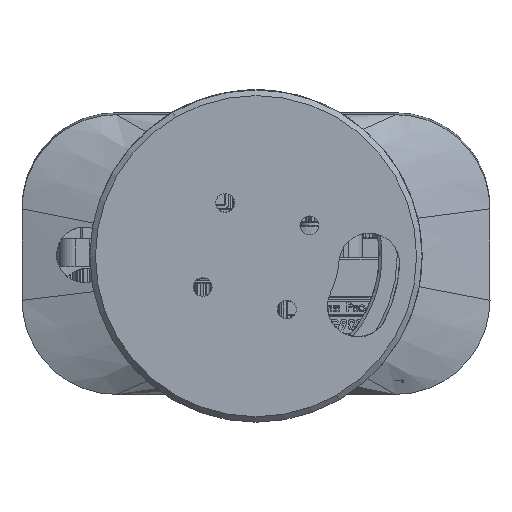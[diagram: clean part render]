
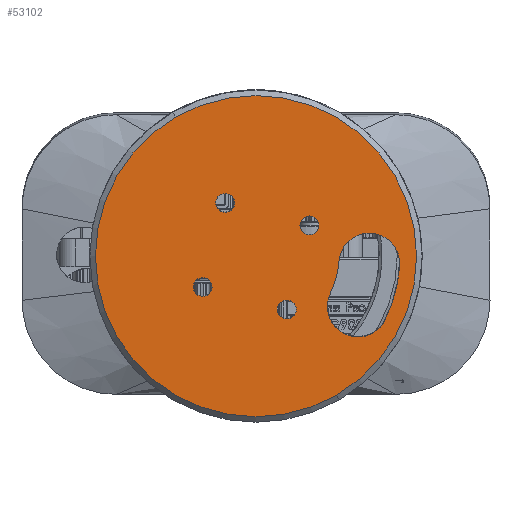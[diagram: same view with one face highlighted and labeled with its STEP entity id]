
A CAD part, top view. The second image highlights one B-rep face of the part: STEP entity #53102.
In plain terms, the highlighted face is planar.
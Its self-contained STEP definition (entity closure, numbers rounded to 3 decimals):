
#52087=CARTESIAN_POINT('',(0.,0.,0.));
#52088=DIRECTION('',(0.,0.,-1.));
#52089=DIRECTION('',(1.,0.,0.));
#52090=AXIS2_PLACEMENT_3D('',#52087,#52088,#52089);
#52092=CARTESIAN_POINT('',(0.,0.,0.));
#52093=DIRECTION('',(0.,0.,-1.));
#52094=DIRECTION('',(-1.,0.,0.));
#52095=AXIS2_PLACEMENT_3D('',#52092,#52093,#52094);
#52097=CARTESIAN_POINT('',(0.,-11.125,0.));
#52098=DIRECTION('',(0.,0.,1.));
#52099=DIRECTION('',(-1.,0.,0.));
#52100=AXIS2_PLACEMENT_3D('',#52097,#52098,#52099);
#52102=CARTESIAN_POINT('',(0.,-11.125,0.));
#52103=DIRECTION('',(0.,0.,1.));
#52104=DIRECTION('',(1.,0.,0.));
#52105=AXIS2_PLACEMENT_3D('',#52102,#52103,#52104);
#52107=CARTESIAN_POINT('',(11.125,0.,0.));
#52108=DIRECTION('',(0.,0.,1.));
#52109=DIRECTION('',(-1.,0.,0.));
#52110=AXIS2_PLACEMENT_3D('',#52107,#52108,#52109);
#52112=CARTESIAN_POINT('',(11.125,0.,0.));
#52113=DIRECTION('',(0.,0.,1.));
#52114=DIRECTION('',(1.,0.,0.));
#52115=AXIS2_PLACEMENT_3D('',#52112,#52113,#52114);
#52117=CARTESIAN_POINT('',(0.,11.125,0.));
#52118=DIRECTION('',(0.,0.,1.));
#52119=DIRECTION('',(-1.,0.,0.));
#52120=AXIS2_PLACEMENT_3D('',#52117,#52118,#52119);
#52122=CARTESIAN_POINT('',(0.,11.125,0.));
#52123=DIRECTION('',(0.,0.,1.));
#52124=DIRECTION('',(1.,0.,0.));
#52125=AXIS2_PLACEMENT_3D('',#52122,#52123,#52124);
#52127=CARTESIAN_POINT('',(-11.125,0.,0.));
#52128=DIRECTION('',(0.,0.,1.));
#52129=DIRECTION('',(-1.,0.,0.));
#52130=AXIS2_PLACEMENT_3D('',#52127,#52128,#52129);
#52132=CARTESIAN_POINT('',(-11.125,0.,0.));
#52133=DIRECTION('',(0.,0.,1.));
#52134=DIRECTION('',(1.,0.,0.));
#52135=AXIS2_PLACEMENT_3D('',#52132,#52133,#52134);
#52137=CARTESIAN_POINT('',(0.,0.,0.));
#52138=DIRECTION('',(0.,0.,-1.));
#52139=DIRECTION('',(-0.831,0.556,0.));
#52140=AXIS2_PLACEMENT_3D('',#52137,#52138,#52139);
#52142=CARTESIAN_POINT('',(-17.045,11.389,0.));
#52143=DIRECTION('',(0.,0.,1.));
#52144=DIRECTION('',(-0.831,0.556,0.));
#52145=AXIS2_PLACEMENT_3D('',#52142,#52143,#52144);
#52147=CARTESIAN_POINT('',(0.,0.,0.));
#52148=DIRECTION('',(0.,0.,1.));
#52149=DIRECTION('',(-0.556,0.831,0.));
#52150=AXIS2_PLACEMENT_3D('',#52147,#52148,#52149);
#52152=CARTESIAN_POINT('',(-11.389,17.045,0.));
#52153=DIRECTION('',(0.,0.,1.));
#52154=DIRECTION('',(0.556,-0.831,0.));
#52155=AXIS2_PLACEMENT_3D('',#52152,#52153,#52154);
#52719=CARTESIAN_POINT('',(-12.472,8.333,0.));
#52720=CARTESIAN_POINT('',(-8.333,12.472,0.));
#52721=VERTEX_POINT('',#52719);
#52722=VERTEX_POINT('',#52720);
#52723=CARTESIAN_POINT('',(-14.444,21.619,0.));
#52724=VERTEX_POINT('',#52723);
#52725=CARTESIAN_POINT('',(-21.619,14.444,0.));
#52726=VERTEX_POINT('',#52725);
#52776=CARTESIAN_POINT('',(29.,0.,0.));
#52778=VERTEX_POINT('',#52776);
#52780=CARTESIAN_POINT('',(-29.,0.,0.));
#52781=VERTEX_POINT('',#52780);
#52821=CARTESIAN_POINT('',(-9.425,0.,0.));
#52822=VERTEX_POINT('',#52821);
#52823=CARTESIAN_POINT('',(-12.825,0.,0.));
#52824=VERTEX_POINT('',#52823);
#52833=CARTESIAN_POINT('',(1.7,11.125,0.));
#52834=VERTEX_POINT('',#52833);
#52835=CARTESIAN_POINT('',(-1.7,11.125,0.));
#52836=VERTEX_POINT('',#52835);
#52845=CARTESIAN_POINT('',(12.825,0.,0.));
#52846=VERTEX_POINT('',#52845);
#52847=CARTESIAN_POINT('',(9.425,0.,0.));
#52848=VERTEX_POINT('',#52847);
#52857=CARTESIAN_POINT('',(1.7,-11.125,0.));
#52858=VERTEX_POINT('',#52857);
#52859=CARTESIAN_POINT('',(-1.7,-11.125,0.));
#52860=VERTEX_POINT('',#52859);
#53059=CARTESIAN_POINT('',(0.,0.,0.));
#53060=DIRECTION('',(0.,0.,1.));
#53061=DIRECTION('',(1.,0.,0.));
#53062=AXIS2_PLACEMENT_3D('',#53059,#53060,#53061);
#53063=PLANE('',#53062);
#53064=ORIENTED_EDGE('',*,*,#52870,.F.);
#53066=ORIENTED_EDGE('',*,*,#53065,.F.);
#53067=EDGE_LOOP('',(#53064,#53066));
#53068=FACE_OUTER_BOUND('',#53067,.F.);
#53070=ORIENTED_EDGE('',*,*,#53069,.F.);
#53072=ORIENTED_EDGE('',*,*,#53071,.F.);
#53073=EDGE_LOOP('',(#53070,#53072));
#53074=FACE_BOUND('',#53073,.F.);
#53076=ORIENTED_EDGE('',*,*,#53075,.F.);
#53078=ORIENTED_EDGE('',*,*,#53077,.F.);
#53079=EDGE_LOOP('',(#53076,#53078));
#53080=FACE_BOUND('',#53079,.F.);
#53082=ORIENTED_EDGE('',*,*,#53081,.F.);
#53084=ORIENTED_EDGE('',*,*,#53083,.F.);
#53085=EDGE_LOOP('',(#53082,#53084));
#53086=FACE_BOUND('',#53085,.F.);
#53088=ORIENTED_EDGE('',*,*,#53087,.F.);
#53090=ORIENTED_EDGE('',*,*,#53089,.F.);
#53091=EDGE_LOOP('',(#53088,#53090));
#53092=FACE_BOUND('',#53091,.F.);
#53094=ORIENTED_EDGE('',*,*,#53093,.F.);
#53095=ORIENTED_EDGE('',*,*,#53049,.F.);
#53097=ORIENTED_EDGE('',*,*,#53096,.F.);
#53099=ORIENTED_EDGE('',*,*,#53098,.F.);
#53100=EDGE_LOOP('',(#53094,#53095,#53097,#53099));
#53101=FACE_BOUND('',#53100,.F.);
#53102=ADVANCED_FACE('',(#53068,#53074,#53080,#53086,#53092,#53101),#53063,.F.);
#52091=CIRCLE('',#52090,29.);
#52096=CIRCLE('',#52095,29.);
#52101=CIRCLE('',#52100,1.7);
#52106=CIRCLE('',#52105,1.7);
#52111=CIRCLE('',#52110,1.7);
#52116=CIRCLE('',#52115,1.7);
#52121=CIRCLE('',#52120,1.7);
#52126=CIRCLE('',#52125,1.7);
#52131=CIRCLE('',#52130,1.7);
#52136=CIRCLE('',#52135,1.7);
#52141=CIRCLE('',#52140,15.);
#52146=CIRCLE('',#52145,5.5);
#52151=CIRCLE('',#52150,26.);
#52156=CIRCLE('',#52155,5.5);
#52870=EDGE_CURVE('',#52778,#52781,#52091,.T.);
#53049=EDGE_CURVE('',#52726,#52721,#52146,.T.);
#53065=EDGE_CURVE('',#52781,#52778,#52096,.T.);
#53069=EDGE_CURVE('',#52860,#52858,#52101,.T.);
#53071=EDGE_CURVE('',#52858,#52860,#52106,.T.);
#53075=EDGE_CURVE('',#52848,#52846,#52111,.T.);
#53077=EDGE_CURVE('',#52846,#52848,#52116,.T.);
#53081=EDGE_CURVE('',#52836,#52834,#52121,.T.);
#53083=EDGE_CURVE('',#52834,#52836,#52126,.T.);
#53087=EDGE_CURVE('',#52824,#52822,#52131,.T.);
#53089=EDGE_CURVE('',#52822,#52824,#52136,.T.);
#53093=EDGE_CURVE('',#52721,#52722,#52141,.T.);
#53096=EDGE_CURVE('',#52724,#52726,#52151,.T.);
#53098=EDGE_CURVE('',#52722,#52724,#52156,.T.);
